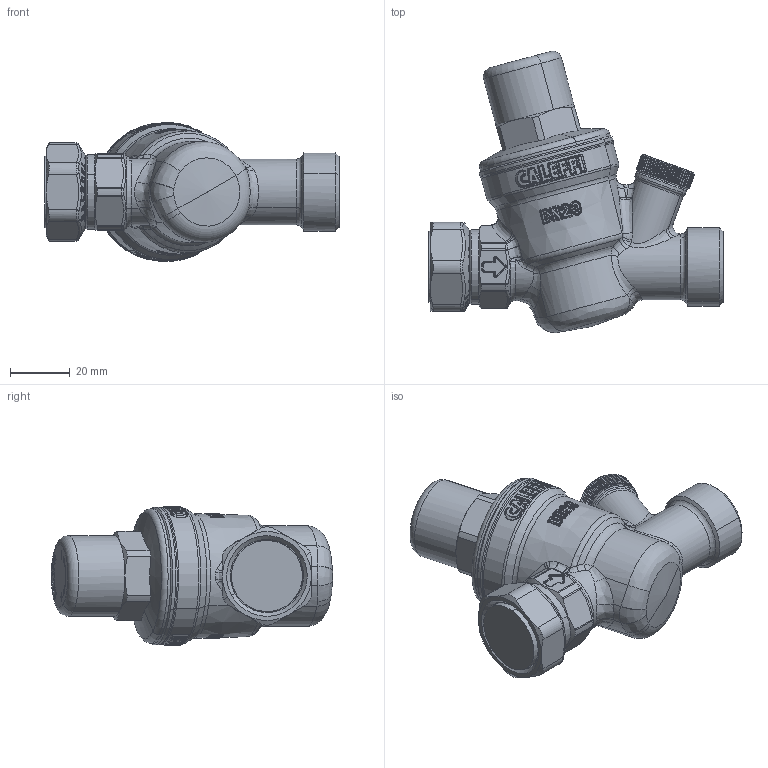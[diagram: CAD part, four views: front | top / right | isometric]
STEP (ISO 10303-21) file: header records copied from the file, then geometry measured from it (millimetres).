
FILE_DESCRIPTION(('CATIA V5 STEP Exchange','CAx-IF Rec.Pracs.--- Model Styling and Organization---1.4--- 2014-01-23','CAx-IF Rec.Pracs.---3D Tessellated Data Validation Properties---0.5---2014-09-14'),'2;1');
FILE_NAME('STEP_533152_-_TST.stp','2021-10-22T11:32:01+00:00',('none'),('none'),'CATIA Version 5-6 Release 2019 SP3','CATIA V5 STEP AP242 v1','none');
FILE_SCHEMA(('AP242_MANAGED_MODEL_BASED_3D_ENGINEERING_MIM_LF {1 0 10303 442 1 1 4}'));
Products named in the file (1): 533152 - TST
Bounding box: 98.58 x 94.21 x 46.4 mm (x, y, z)
Volume: 132041.3 mm3; surface area: 21782.3 mm2
Topology: 1 solids, 1 shells, 2555 faces, 6205 edges, 3475 vertices
Faces by surface type: bspline 1367, plane 509, cylinder 330, sphere 217, cone 75, torus 57
Entity records: 144409 total; most frequent: CARTESIAN_POINT 99772, ORIENTED_EDGE 11960, EDGE_CURVE 5980, DIRECTION 4043, B_SPLINE_CURVE_WITH_KNOTS 3779, VERTEX_POINT 3475, EDGE_LOOP 2603, ADVANCED_FACE 2555
